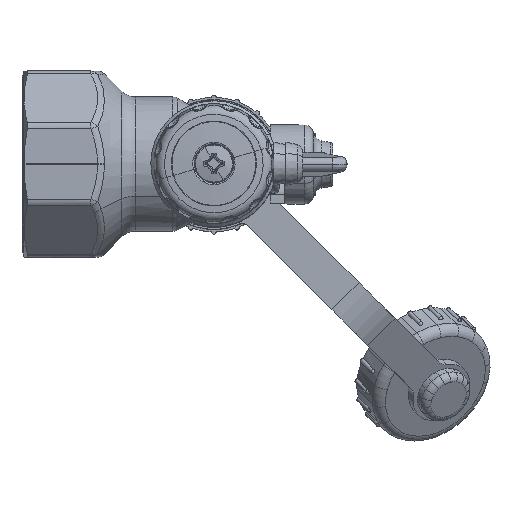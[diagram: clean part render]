
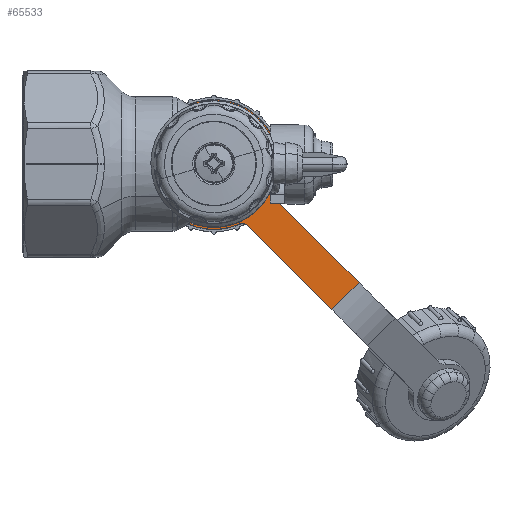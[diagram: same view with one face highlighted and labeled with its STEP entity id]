
A CAD part, top view. The second image highlights one B-rep face of the part: STEP entity #65533.
In plain terms, the highlighted planar face has unit normal (0, 0, 1).
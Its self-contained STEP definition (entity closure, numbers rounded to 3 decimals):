
#14236=CARTESIAN_POINT('Vertex',(113.473,-38.25,-248.5)) ;
#14245=CARTESIAN_POINT('Vertex',(109.927,-38.25,-248.5)) ;
#14248=CARTESIAN_POINT('Line Origine',(111.7,-38.25,-248.5)) ;
#14271=CARTESIAN_POINT('Vertex',(113.852,-38.12,-248.5)) ;
#14292=CARTESIAN_POINT('Control Point',(113.852,-38.12,-248.5)) ;
#14293=CARTESIAN_POINT('Control Point',(113.746,-38.207,-248.5)) ;
#14294=CARTESIAN_POINT('Control Point',(113.608,-38.25,-248.5)) ;
#14295=CARTESIAN_POINT('Control Point',(113.473,-38.25,-248.5)) ;
#14435=CARTESIAN_POINT('Vertex',(109.548,-38.12,-248.5)) ;
#14439=CARTESIAN_POINT('Control Point',(109.548,-38.12,-248.5)) ;
#14440=CARTESIAN_POINT('Control Point',(109.654,-38.207,-248.5)) ;
#14441=CARTESIAN_POINT('Control Point',(109.792,-38.25,-248.5)) ;
#14442=CARTESIAN_POINT('Control Point',(109.927,-38.25,-248.5)) ;
#14514=CARTESIAN_POINT('Vertex',(109.269,-37.984,-248.5)) ;
#14518=CARTESIAN_POINT('Control Point',(109.548,-38.12,-248.5)) ;
#14519=CARTESIAN_POINT('Control Point',(109.47,-38.056,-248.5)) ;
#14520=CARTESIAN_POINT('Control Point',(109.373,-38.007,-248.5)) ;
#14521=CARTESIAN_POINT('Control Point',(109.269,-37.984,-248.5)) ;
#14584=CARTESIAN_POINT('Vertex',(114.131,-37.984,-248.5)) ;
#14596=CARTESIAN_POINT('Control Point',(113.852,-38.12,-248.5)) ;
#14597=CARTESIAN_POINT('Control Point',(113.93,-38.056,-248.5)) ;
#14598=CARTESIAN_POINT('Control Point',(114.027,-38.007,-248.5)) ;
#14599=CARTESIAN_POINT('Control Point',(114.131,-37.984,-248.5)) ;
#14839=CARTESIAN_POINT('Vertex',(113.473,-15.75,-248.5)) ;
#14857=CARTESIAN_POINT('Vertex',(113.852,-15.88,-248.5)) ;
#14861=CARTESIAN_POINT('Control Point',(113.852,-15.88,-248.5)) ;
#14862=CARTESIAN_POINT('Control Point',(113.746,-15.793,-248.5)) ;
#14863=CARTESIAN_POINT('Control Point',(113.608,-15.75,-248.5)) ;
#14864=CARTESIAN_POINT('Control Point',(113.473,-15.75,-248.5)) ;
#14931=CARTESIAN_POINT('Vertex',(109.269,-16.016,-248.5)) ;
#14963=CARTESIAN_POINT('Vertex',(109.548,-15.88,-248.5)) ;
#14967=CARTESIAN_POINT('Control Point',(109.548,-15.88,-248.5)) ;
#14968=CARTESIAN_POINT('Control Point',(109.47,-15.944,-248.5)) ;
#14969=CARTESIAN_POINT('Control Point',(109.373,-15.993,-248.5)) ;
#14970=CARTESIAN_POINT('Control Point',(109.269,-16.016,-248.5)) ;
#15041=CARTESIAN_POINT('Vertex',(114.131,-16.016,-248.5)) ;
#15045=CARTESIAN_POINT('Control Point',(113.852,-15.88,-248.5)) ;
#15046=CARTESIAN_POINT('Control Point',(113.93,-15.944,-248.5)) ;
#15047=CARTESIAN_POINT('Control Point',(114.027,-15.993,-248.5)) ;
#15048=CARTESIAN_POINT('Control Point',(114.131,-16.016,-248.5)) ;
#15063=CARTESIAN_POINT('Line Origine',(111.7,-15.75,-248.5)) ;
#15067=CARTESIAN_POINT('Vertex',(109.927,-15.75,-248.5)) ;
#15103=CARTESIAN_POINT('Control Point',(109.548,-15.88,-248.5)) ;
#15104=CARTESIAN_POINT('Control Point',(109.654,-15.793,-248.5)) ;
#15105=CARTESIAN_POINT('Control Point',(109.792,-15.75,-248.5)) ;
#15106=CARTESIAN_POINT('Control Point',(109.927,-15.75,-248.5)) ;
#15121=CARTESIAN_POINT('Vertex',(121.573,-32.394,-248.5)) ;
#15124=CARTESIAN_POINT('Axis2P3D Location',(111.7,-27.,-248.5)) ;
#15141=CARTESIAN_POINT('Vertex',(101.827,-21.606,-248.5)) ;
#15144=CARTESIAN_POINT('Axis2P3D Location',(111.7,-27.,-248.5)) ;
#15458=CARTESIAN_POINT('Axis2P3D Location',(111.7,-27.,-248.5)) ;
#15476=CARTESIAN_POINT('Axis2P3D Location',(111.7,-27.,-248.5)) ;
#65388=CARTESIAN_POINT('Vertex',(141.955,-51.598,-248.5)) ;
#65392=CARTESIAN_POINT('Control Point',(136.298,-57.255,-248.5)) ;
#65393=CARTESIAN_POINT('Control Point',(141.955,-51.598,-248.5)) ;
#65394=CARTESIAN_POINT('Vertex',(136.298,-57.255,-248.5)) ;
#65433=CARTESIAN_POINT('Vertex',(124.396,-34.039,-248.5)) ;
#65436=CARTESIAN_POINT('Line Origine',(133.176,-42.819,-248.5)) ;
#65462=CARTESIAN_POINT('Vertex',(124.081,-32.381,-248.5)) ;
#65467=CARTESIAN_POINT('Axis2P3D Location',(125.457,-32.979,-248.5)) ;
#65485=CARTESIAN_POINT('Axis2P3D Location',(111.7,-27.,-248.5)) ;
#65490=CARTESIAN_POINT('Axis2P3D Location',(111.7,-27.,-248.5)) ;
#65494=CARTESIAN_POINT('Vertex',(117.081,-39.381,-248.5)) ;
#65497=CARTESIAN_POINT('Axis2P3D Location',(117.679,-40.757,-248.5)) ;
#65501=CARTESIAN_POINT('Vertex',(118.739,-39.696,-248.5)) ;
#65504=CARTESIAN_POINT('Line Origine',(127.519,-48.476,-248.5)) ;
#14250=VECTOR('Line Direction',#14249,1.) ;
#15065=VECTOR('Line Direction',#15064,1.) ;
#65438=VECTOR('Line Direction',#65437,1.) ;
#65506=VECTOR('Line Direction',#65505,1.) ;
#14249=DIRECTION('Vector Direction',(-1.,0.,0.)) ;
#15064=DIRECTION('Vector Direction',(-1.,0.,0.)) ;
#15125=DIRECTION('Axis2P3D Direction',(0.,0.,-1.)) ;
#15145=DIRECTION('Axis2P3D Direction',(0.,0.,-1.)) ;
#15459=DIRECTION('Axis2P3D Direction',(0.,0.,-1.)) ;
#15477=DIRECTION('Axis2P3D Direction',(0.,0.,-1.)) ;
#65437=DIRECTION('Vector Direction',(0.707,-0.707,0.)) ;
#65468=DIRECTION('Axis2P3D Direction',(0.,0.,-1.)) ;
#65486=DIRECTION('Axis2P3D Direction',(0.,0.,-1.)) ;
#65487=DIRECTION('Axis2P3D XDirection',(0.707,0.707,0.)) ;
#65491=DIRECTION('Axis2P3D Direction',(0.,0.,-1.)) ;
#65498=DIRECTION('Axis2P3D Direction',(0.,0.,-1.)) ;
#65505=DIRECTION('Vector Direction',(0.707,-0.707,0.)) ;
#15126=AXIS2_PLACEMENT_3D('Circle Axis2P3D',#15124,#15125,$) ;
#15146=AXIS2_PLACEMENT_3D('Circle Axis2P3D',#15144,#15145,$) ;
#15460=AXIS2_PLACEMENT_3D('Circle Axis2P3D',#15458,#15459,$) ;
#15478=AXIS2_PLACEMENT_3D('Circle Axis2P3D',#15476,#15477,$) ;
#65469=AXIS2_PLACEMENT_3D('Circle Axis2P3D',#65467,#65468,$) ;
#65488=AXIS2_PLACEMENT_3D('Plane Axis2P3D',#65485,#65486,#65487) ;
#65492=AXIS2_PLACEMENT_3D('Circle Axis2P3D',#65490,#65491,$) ;
#65499=AXIS2_PLACEMENT_3D('Circle Axis2P3D',#65497,#65498,$) ;
#14251=LINE('Line',#14248,#14250) ;
#15066=LINE('Line',#15063,#15065) ;
#65439=LINE('Line',#65436,#65438) ;
#65507=LINE('Line',#65504,#65506) ;
#15127=CIRCLE('generated circle',#15126,11.25) ;
#15147=CIRCLE('generated circle',#15146,11.25) ;
#15461=CIRCLE('generated circle',#15460,11.25) ;
#15479=CIRCLE('generated circle',#15478,11.25) ;
#65470=CIRCLE('generated circle',#65469,1.5) ;
#65493=CIRCLE('generated circle',#65492,13.5) ;
#65500=CIRCLE('generated circle',#65499,1.5) ;
#65489=PLANE('',#65488) ;
#65532=FACE_BOUND('',#65517,.T.) ;
#14252=EDGE_CURVE('',#14237,#14246,#14251,.T.) ;
#14296=EDGE_CURVE('',#14272,#14237,#14291,.T.) ;
#14443=EDGE_CURVE('',#14436,#14246,#14438,.T.) ;
#14522=EDGE_CURVE('',#14436,#14515,#14517,.T.) ;
#14600=EDGE_CURVE('',#14272,#14585,#14595,.T.) ;
#14865=EDGE_CURVE('',#14858,#14840,#14860,.T.) ;
#14971=EDGE_CURVE('',#14964,#14932,#14966,.T.) ;
#15049=EDGE_CURVE('',#14858,#15042,#15044,.T.) ;
#15069=EDGE_CURVE('',#14840,#15068,#15066,.T.) ;
#15107=EDGE_CURVE('',#14964,#15068,#15102,.T.) ;
#15128=EDGE_CURVE('',#15122,#14585,#15127,.T.) ;
#15148=EDGE_CURVE('',#14515,#15142,#15147,.T.) ;
#15462=EDGE_CURVE('',#15142,#14932,#15461,.T.) ;
#15480=EDGE_CURVE('',#15042,#15122,#15479,.T.) ;
#65396=EDGE_CURVE('',#65389,#65395,#65391,.F.) ;
#65440=EDGE_CURVE('',#65434,#65389,#65439,.T.) ;
#65471=EDGE_CURVE('',#65463,#65434,#65470,.F.) ;
#65496=EDGE_CURVE('',#65495,#65463,#65493,.T.) ;
#65503=EDGE_CURVE('',#65502,#65495,#65500,.F.) ;
#65508=EDGE_CURVE('',#65395,#65502,#65507,.F.) ;
#65510=ORIENTED_EDGE('',*,*,#65440,.F.) ;
#65511=ORIENTED_EDGE('',*,*,#65471,.F.) ;
#65512=ORIENTED_EDGE('',*,*,#65496,.F.) ;
#65513=ORIENTED_EDGE('',*,*,#65503,.F.) ;
#65514=ORIENTED_EDGE('',*,*,#65508,.F.) ;
#65515=ORIENTED_EDGE('',*,*,#65396,.F.) ;
#65518=ORIENTED_EDGE('',*,*,#15462,.T.) ;
#65519=ORIENTED_EDGE('',*,*,#14971,.F.) ;
#65520=ORIENTED_EDGE('',*,*,#15107,.T.) ;
#65521=ORIENTED_EDGE('',*,*,#15069,.F.) ;
#65522=ORIENTED_EDGE('',*,*,#14865,.F.) ;
#65523=ORIENTED_EDGE('',*,*,#15049,.T.) ;
#65524=ORIENTED_EDGE('',*,*,#15480,.T.) ;
#65525=ORIENTED_EDGE('',*,*,#15128,.T.) ;
#65526=ORIENTED_EDGE('',*,*,#14600,.F.) ;
#65527=ORIENTED_EDGE('',*,*,#14296,.T.) ;
#65528=ORIENTED_EDGE('',*,*,#14252,.T.) ;
#65529=ORIENTED_EDGE('',*,*,#14443,.F.) ;
#65530=ORIENTED_EDGE('',*,*,#14522,.T.) ;
#65531=ORIENTED_EDGE('',*,*,#15148,.T.) ;
#65509=EDGE_LOOP('',(#65510,#65511,#65512,#65513,#65514,#65515)) ;
#65517=EDGE_LOOP('',(#65518,#65519,#65520,#65521,#65522,#65523,#65524,#65525,#65526,#65527,#65528,#65529,#65530,#65531)) ;
#14237=VERTEX_POINT('',#14236) ;
#14246=VERTEX_POINT('',#14245) ;
#14272=VERTEX_POINT('',#14271) ;
#14436=VERTEX_POINT('',#14435) ;
#14515=VERTEX_POINT('',#14514) ;
#14585=VERTEX_POINT('',#14584) ;
#14840=VERTEX_POINT('',#14839) ;
#14858=VERTEX_POINT('',#14857) ;
#14932=VERTEX_POINT('',#14931) ;
#14964=VERTEX_POINT('',#14963) ;
#15042=VERTEX_POINT('',#15041) ;
#15068=VERTEX_POINT('',#15067) ;
#15122=VERTEX_POINT('',#15121) ;
#15142=VERTEX_POINT('',#15141) ;
#65389=VERTEX_POINT('',#65388) ;
#65395=VERTEX_POINT('',#65394) ;
#65434=VERTEX_POINT('',#65433) ;
#65463=VERTEX_POINT('',#65462) ;
#65495=VERTEX_POINT('',#65494) ;
#65502=VERTEX_POINT('',#65501) ;
#65533=ADVANCED_FACE('PartBody',(#65516,#65532),#65489,.F.) ;
#14291=B_SPLINE_CURVE_WITH_KNOTS('',3,(#14292,#14293,#14294,#14295),.UNSPECIFIED.,.F.,.U.,(4,4),(0.087,0.661),.UNSPECIFIED.) ;
#14438=B_SPLINE_CURVE_WITH_KNOTS('',3,(#14439,#14440,#14441,#14442),.UNSPECIFIED.,.F.,.U.,(4,4),(0.08,0.654),.UNSPECIFIED.) ;
#14517=B_SPLINE_CURVE_WITH_KNOTS('',3,(#14518,#14519,#14520,#14521),.UNSPECIFIED.,.F.,.U.,(4,4),(0.,0.625),.UNSPECIFIED.) ;
#14595=B_SPLINE_CURVE_WITH_KNOTS('',3,(#14596,#14597,#14598,#14599),.UNSPECIFIED.,.F.,.U.,(4,4),(0.,0.625),.UNSPECIFIED.) ;
#14860=B_SPLINE_CURVE_WITH_KNOTS('',3,(#14861,#14862,#14863,#14864),.UNSPECIFIED.,.F.,.U.,(4,4),(0.08,0.653),.UNSPECIFIED.) ;
#14966=B_SPLINE_CURVE_WITH_KNOTS('',3,(#14967,#14968,#14969,#14970),.UNSPECIFIED.,.F.,.U.,(4,4),(0.,0.625),.UNSPECIFIED.) ;
#15044=B_SPLINE_CURVE_WITH_KNOTS('',3,(#15045,#15046,#15047,#15048),.UNSPECIFIED.,.F.,.U.,(4,4),(0.,0.625),.UNSPECIFIED.) ;
#15102=B_SPLINE_CURVE_WITH_KNOTS('',3,(#15103,#15104,#15105,#15106),.UNSPECIFIED.,.F.,.U.,(4,4),(0.086,0.66),.UNSPECIFIED.) ;
#65391=B_SPLINE_CURVE_WITH_KNOTS('',1,(#65392,#65393),.UNSPECIFIED.,.F.,.U.,(2,2),(12.,20.),.UNSPECIFIED.) ;
#65516=FACE_OUTER_BOUND('',#65509,.T.) ;
